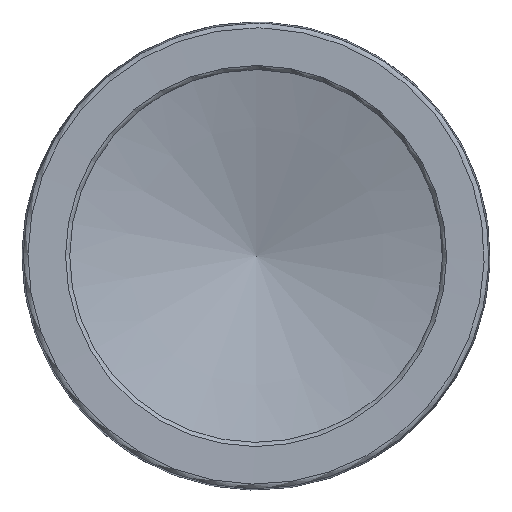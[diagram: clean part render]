
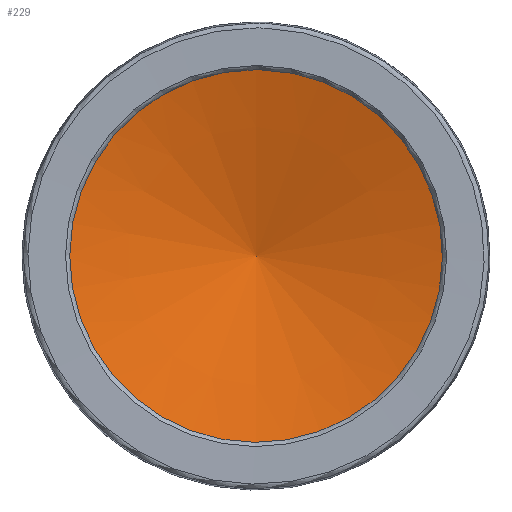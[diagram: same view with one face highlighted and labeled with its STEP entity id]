
A CAD part, left-side view. The second image highlights one B-rep face of the part: STEP entity #229.
In plain terms, the highlighted conical face has half-angle 75 degrees and reference radius 52.141 mm.
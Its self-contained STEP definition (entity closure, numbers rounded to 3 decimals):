
#229=ADVANCED_FACE('',(#254,#255),#250,.F.);
#250=CONICAL_SURFACE('',#441,52.141,75.);
#253=VERTEX_LOOP('',#375);
#254=FACE_BOUND('',#294,.T.);
#255=FACE_BOUND('',#253,.T.);
#294=EDGE_LOOP('',(#334));
#334=ORIENTED_EDGE('',*,*,#395,.T.);
#374=VERTEX_POINT('',#563);
#375=VERTEX_POINT('',#564);
#395=EDGE_CURVE('',#374,#374,#415,.T.);
#415=CIRCLE('',#440,52.141);
#440=AXIS2_PLACEMENT_3D('',#562,#477,#478);
#441=AXIS2_PLACEMENT_3D('',#565,#479,#480);
#477=DIRECTION('',(-1.,0.,0.));
#478=DIRECTION('',(0.,0.,1.));
#479=DIRECTION('',(-1.,0.,0.));
#480=DIRECTION('',(0.,0.,1.));
#562=CARTESIAN_POINT('',(1.155,0.,0.));
#563=CARTESIAN_POINT('',(1.155,0.,52.141));
#564=CARTESIAN_POINT('',(15.126,0.,0.));
#565=CARTESIAN_POINT('',(1.155,0.,0.));
